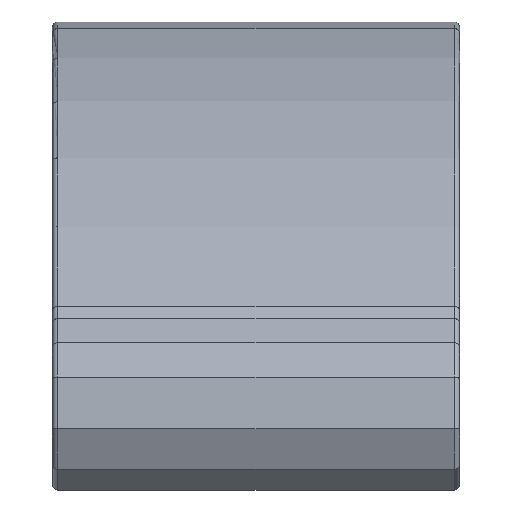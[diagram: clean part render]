
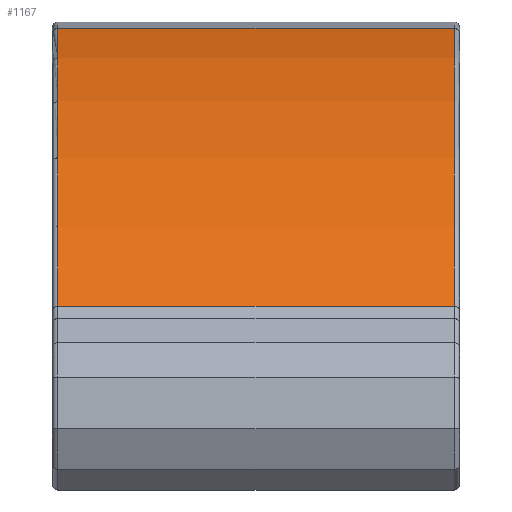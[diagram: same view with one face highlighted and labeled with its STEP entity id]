
A CAD part, front view. The second image highlights one B-rep face of the part: STEP entity #1167.
In plain terms, the highlighted cylindrical face has radius 330.937 mm (diameter 661.874 mm), a partial arc.
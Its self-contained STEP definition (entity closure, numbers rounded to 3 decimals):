
#135=LINE('',#2000,#237);
#137=LINE('',#2004,#239);
#237=VECTOR('',#1577,10.);
#239=VECTOR('',#1581,10.);
#305=CYLINDRICAL_SURFACE('',#1303,330.937);
#365=FACE_OUTER_BOUND('',#441,.T.);
#441=EDGE_LOOP('',(#933,#934,#935,#936));
#497=CIRCLE('',#1270,330.937);
#506=CIRCLE('',#1304,330.937);
#549=VERTEX_POINT('',#1846);
#551=VERTEX_POINT('',#1862);
#578=VERTEX_POINT('',#1999);
#579=VERTEX_POINT('',#2003);
#667=EDGE_CURVE('',#551,#549,#497,.T.);
#711=EDGE_CURVE('',#578,#549,#135,.T.);
#713=EDGE_CURVE('',#551,#579,#137,.T.);
#714=EDGE_CURVE('',#578,#579,#506,.T.);
#933=ORIENTED_EDGE('',*,*,#667,.F.);
#934=ORIENTED_EDGE('',*,*,#713,.T.);
#935=ORIENTED_EDGE('',*,*,#714,.F.);
#936=ORIENTED_EDGE('',*,*,#711,.T.);
#1167=ADVANCED_FACE('',(#365),#305,.T.);
#1270=AXIS2_PLACEMENT_3D('',#1913,#1482,#1483);
#1303=AXIS2_PLACEMENT_3D('',#2002,#1579,#1580);
#1304=AXIS2_PLACEMENT_3D('',#2005,#1582,#1583);
#1482=DIRECTION('center_axis',(-1.,0.,0.));
#1483=DIRECTION('ref_axis',(0.,-0.493,0.87));
#1577=DIRECTION('',(-1.,0.,0.));
#1579=DIRECTION('center_axis',(1.,0.,0.));
#1580=DIRECTION('ref_axis',(0.,-0.196,0.981));
#1581=DIRECTION('',(1.,0.,0.));
#1582=DIRECTION('center_axis',(1.,0.,0.));
#1583=DIRECTION('ref_axis',(0.,-0.493,0.87));
#1846=CARTESIAN_POINT('',(-73.,670.922,-1192.002));
#1862=CARTESIAN_POINT('',(-73.,490.318,-1294.433));
#1913=CARTESIAN_POINT('Origin',(-73.,735.643,-1516.549));
#1999=CARTESIAN_POINT('',(73.,670.922,-1192.002));
#2000=CARTESIAN_POINT('',(0.,670.922,-1192.002));
#2002=CARTESIAN_POINT('Origin',(0.,735.643,-1516.549));
#2003=CARTESIAN_POINT('',(73.,490.318,-1294.433));
#2004=CARTESIAN_POINT('',(0.,490.318,-1294.433));
#2005=CARTESIAN_POINT('Origin',(73.,735.643,-1516.549));
